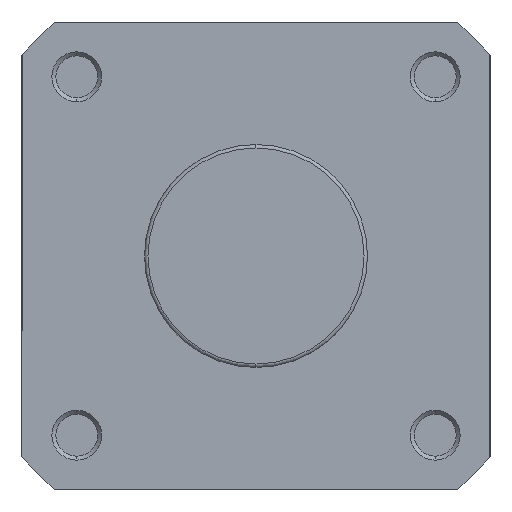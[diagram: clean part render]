
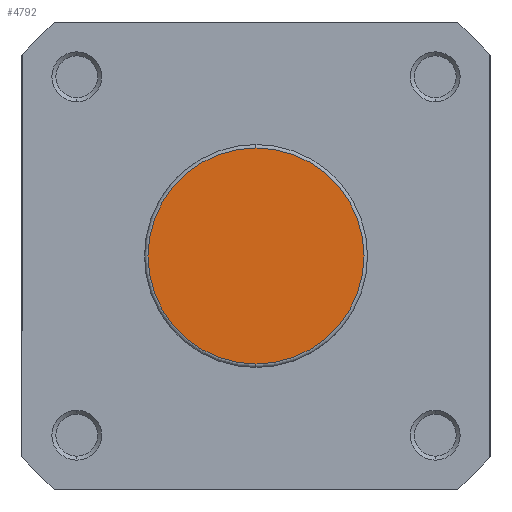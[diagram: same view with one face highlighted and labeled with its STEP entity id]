
A CAD part, left-side view. The second image highlights one B-rep face of the part: STEP entity #4792.
In plain terms, the highlighted planar face has unit normal (-1, 0, 0).
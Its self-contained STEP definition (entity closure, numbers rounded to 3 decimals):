
#111 = CARTESIAN_POINT ( 'NONE',  ( 0., 0., 0. ) ) ;
#113 = DIRECTION ( 'NONE',  ( -1., 0., 0. ) ) ;
#114 = DIRECTION ( 'NONE',  ( 0., 0., -1. ) ) ;
#638 = CARTESIAN_POINT ( 'NONE',  ( 0., 22.4, 0. ) ) ;
#639 = PLANE ( 'NONE',  #4609 ) ;
#641 = DIRECTION ( 'NONE',  ( 1., 0., 0. ) ) ;
#642 = DIRECTION ( 'NONE',  ( 0., 0., -1. ) ) ;
#1462 = CARTESIAN_POINT ( 'NONE',  ( 0., 0., -21.7 ) ) ;
#1463 = CARTESIAN_POINT ( 'NONE',  ( 0., 0., 21.7 ) ) ;
#2634 = VERTEX_POINT ( 'NONE', #1462 ) ;
#2636 = VERTEX_POINT ( 'NONE', #1463 ) ;
#2761 = CARTESIAN_POINT ( 'NONE',  ( 0., 0., 0. ) ) ;
#2763 = DIRECTION ( 'NONE',  ( -1., 0., 0. ) ) ;
#2764 = DIRECTION ( 'NONE',  ( 0., 0., -1. ) ) ;
#4084 = EDGE_CURVE ( 'NONE', #2634, #2636, #5777, .T. ) ;
#4149 = EDGE_CURVE ( 'NONE', #2636, #2634, #5874, .T. ) ;
#4497 = AXIS2_PLACEMENT_3D ( 'NONE', #2761, #2763, #2764 ) ;
#4531 = AXIS2_PLACEMENT_3D ( 'NONE', #111, #113, #114 ) ;
#4609 = AXIS2_PLACEMENT_3D ( 'NONE', #638, #641, #642 ) ;
#4792 = ADVANCED_FACE ( 'NONE', ( #6203 ), #639, .F. ) ;
#4923 = EDGE_LOOP ( 'NONE', ( #4975, #5201 ) ) ;
#4975 = ORIENTED_EDGE ( 'NONE', *, *, #4084, .T. ) ;
#5201 = ORIENTED_EDGE ( 'NONE', *, *, #4149, .T. ) ;
#5777 = CIRCLE ( 'NONE', #4497, 21.7 ) ;
#5874 = CIRCLE ( 'NONE', #4531, 21.7 ) ;
#6203 = FACE_OUTER_BOUND ( 'NONE', #4923, .T. ) ;
